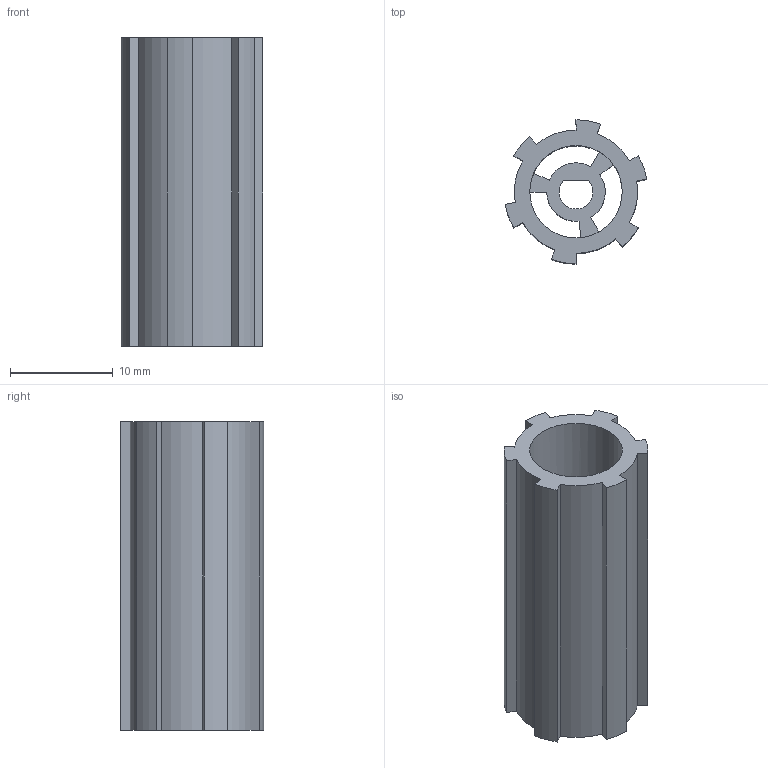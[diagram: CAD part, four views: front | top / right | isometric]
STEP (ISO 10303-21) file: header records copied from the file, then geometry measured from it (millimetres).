
FILE_DESCRIPTION( ( '' ), ' ' );
FILE_NAME( '58e7e69bde45df0feabbd04a.step', '2017-04-07T19:21:00', ( '' ), ( '' ), ' ', ' ', ' ' );
FILE_SCHEMA( ( 'AUTOMOTIVE_DESIGN { 1 0 10303 214 1 1 1 1 }' ) );
Length unit declared in the file: metre
Products named in the file (1): Part 1
Bounding box: 13.79 x 14 x 30 mm (x, y, z)
Volume: 2148 mm3; surface area: 2865.5 mm2
Topology: 1 solids, 1 shells, 39 faces, 117 edges, 78 vertices
Faces by surface type: plane 22, cylinder 17
Full cylindrical faces by diameter (mm): 9 x1
Entity records: 1660 total; most frequent: DIRECTION 234, CARTESIAN_POINT 232, ORIENTED_EDGE 230, EDGE_CURVE 115, AXIS2_PLACEMENT_3D 79, VERTEX_POINT 77, LINE 76, VECTOR 76
